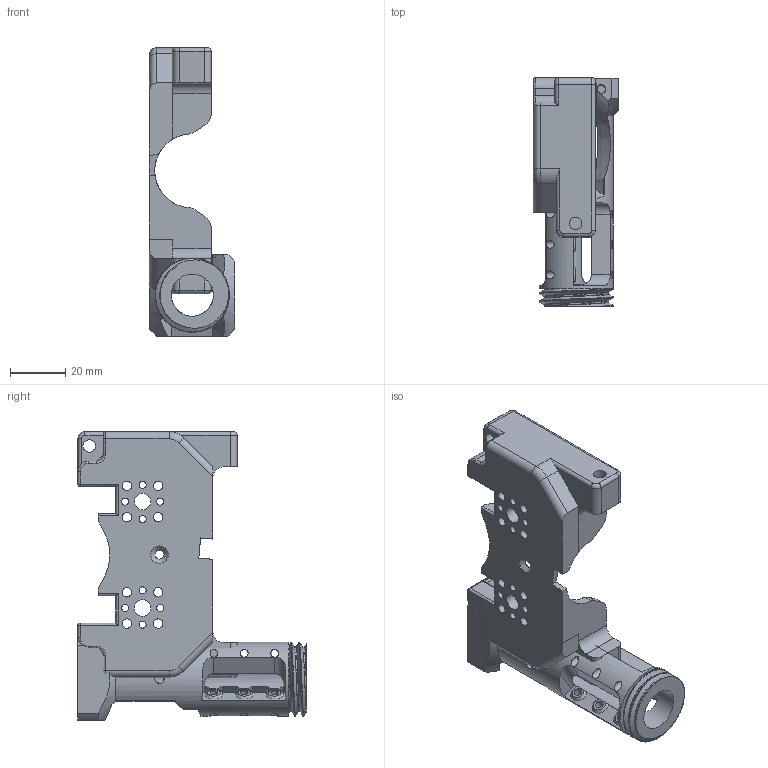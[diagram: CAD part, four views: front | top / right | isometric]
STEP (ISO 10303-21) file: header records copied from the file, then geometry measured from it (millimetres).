
FILE_DESCRIPTION(/* description */ (''),/* implementation_level */ '2;1');
FILE_NAME(/* name */ 'CageInner.step',/* time_stamp */ '2024-01-02T17:17:19-05:00',/* author */ (''),/* organization */ (''),/* preprocessor_version */ 'ST-DEVELOPER v20',/* originating_system */ 'Autodesk Translation Framework v12.14.0.127',/* authorisation */ '');
FILE_SCHEMA (('AUTOMOTIVE_DESIGN { 1 0 10303 214 3 1 1 }'));
Length unit declared in the file: millimetre
Products named in the file (2): Cage; CageBody
Assembly tree (1 placements, depth 2):
  Cage
    CageBody
Bounding box: 30.86 x 82.53 x 104.25 mm (x, y, z)
Volume: 51107 mm3; surface area: 27989.5 mm2
Topology: 2 solids, 2 shells, 327 faces, 955 edges, 627 vertices
Faces by surface type: cylinder 145, plane 117, bspline 30, cone 19, torus 14, sphere 2
Full cylindrical faces by diameter (mm): 2.54 x8, 2.8 x9, 3 x2, 3.2 x2, 3.3 x2, 3.4 x6, 4.5 x4, 6 x2, 6.3 x1, 15.24 x1, 23.329 x1, 26.765 x2
Entity records: 14371 total; most frequent: CARTESIAN_POINT 5793, ORIENTED_EDGE 1910, DIRECTION 1635, EDGE_CURVE 955, VERTEX_POINT 627, AXIS2_PLACEMENT_3D 617, LINE 401, VECTOR 401
